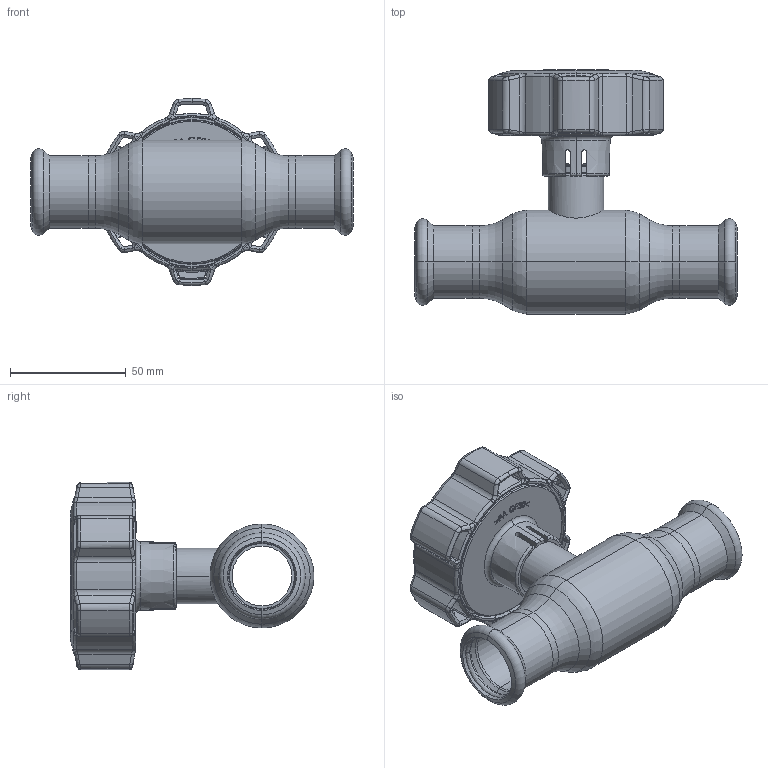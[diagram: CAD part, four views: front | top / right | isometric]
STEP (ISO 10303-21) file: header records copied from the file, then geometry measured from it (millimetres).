
FILE_DESCRIPTION (( 'STEP AP214' ), '1' );
FILE_NAME ('1025000100-1200.step', '2024-01-15T11:13:01', ( '' ), ( '' ), 'SwSTEP 2.0', 'SolidWorks 2021', '' );
FILE_SCHEMA (( 'AUTOMOTIVE_DESIGN' ));
Length unit declared in the file: millimetre
Products named in the file (1): 1025000100-1200
Bounding box: 139.6 x 105.6 x 81 mm (x, y, z)
Surface area: 51392.9 mm2 (no closed solid volume)
Topology: 0 solids, 20 shells, 586 faces, 2016 edges, 1404 vertices
Faces by surface type: bspline 206, cylinder 131, plane 105, cone 83, torus 59, sphere 2
Entity records: 40665 total; most frequent: CARTESIAN_POINT 19532, ORIENTED_EDGE 3300, DIRECTION 2268, EDGE_CURVE 2016, VERTEX_POINT 1404, B_SPLINE_CURVE_WITH_KNOTS 981, AXIS2_PLACEMENT_3D 894, EDGE_LOOP 621
